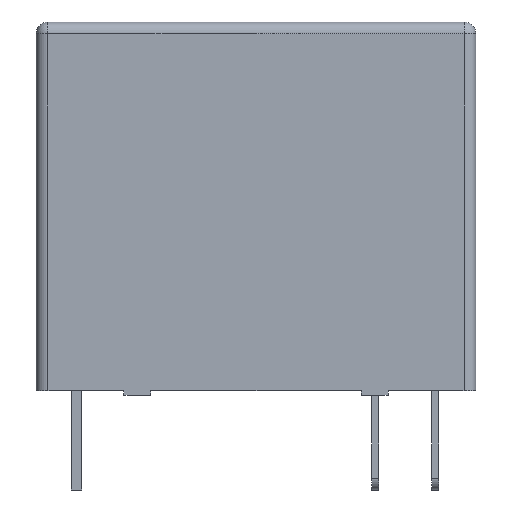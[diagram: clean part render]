
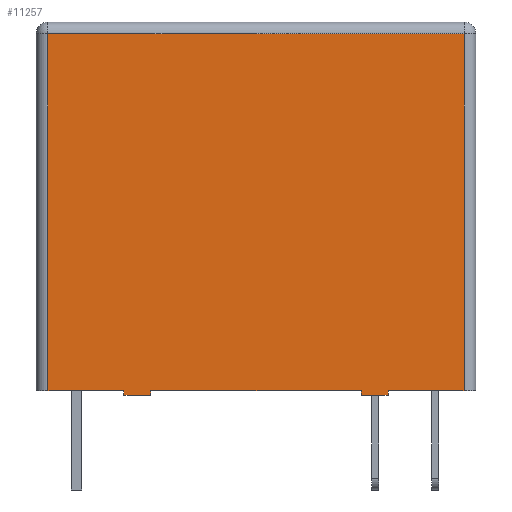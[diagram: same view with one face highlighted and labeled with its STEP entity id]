
A CAD part, front view. The second image highlights one B-rep face of the part: STEP entity #11257.
In plain terms, the highlighted planar face has unit normal (0, -1, 0).
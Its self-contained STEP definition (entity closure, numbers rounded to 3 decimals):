
#733 = CARTESIAN_POINT ( 'NONE',  ( -4.455, -5.2, -0.2 ) ) ;
#801 = CARTESIAN_POINT ( 'NONE',  ( 5.587, -5.2, -0.2 ) ) ;
#938 = VECTOR ( 'NONE', #4979, 1000. ) ;
#1108 = ORIENTED_EDGE ( 'NONE', *, *, #3636, .T. ) ;
#1251 = VECTOR ( 'NONE', #11807, 1000. ) ;
#1334 = LINE ( 'NONE', #3350, #9165 ) ;
#1766 = LINE ( 'NONE', #4264, #1987 ) ;
#1785 = EDGE_CURVE ( 'NONE', #13335, #14457, #1334, .T. ) ;
#1987 = VECTOR ( 'NONE', #12714, 1000. ) ;
#2385 = DIRECTION ( 'NONE',  ( -1., 0., 0. ) ) ;
#2538 = CARTESIAN_POINT ( 'NONE',  ( -5.587, -5.2, 0. ) ) ;
#2546 = EDGE_CURVE ( 'NONE', #9125, #13335, #4170, .T. ) ;
#2685 = LINE ( 'NONE', #4879, #8516 ) ;
#2857 = CARTESIAN_POINT ( 'NONE',  ( 5.587, -5.2, -0.2 ) ) ;
#3155 = VERTEX_POINT ( 'NONE', #4586 ) ;
#3275 = VECTOR ( 'NONE', #4560, 1000. ) ;
#3350 = CARTESIAN_POINT ( 'NONE',  ( -9.3, -5.2, 0. ) ) ;
#3422 = ORIENTED_EDGE ( 'NONE', *, *, #1785, .T. ) ;
#3630 = VERTEX_POINT ( 'NONE', #2538 ) ;
#3636 = EDGE_CURVE ( 'NONE', #5508, #7978, #15117, .T. ) ;
#3831 = VERTEX_POINT ( 'NONE', #6501 ) ;
#3836 = CARTESIAN_POINT ( 'NONE',  ( -5.587, -5.2, -0.2 ) ) ;
#4170 = LINE ( 'NONE', #733, #8143 ) ;
#4264 = CARTESIAN_POINT ( 'NONE',  ( -9.3, -5.2, 0. ) ) ;
#4497 = EDGE_LOOP ( 'NONE', ( #10431, #7324, #12632, #8367, #4710, #7128, #3422, #13712, #1108, #7226, #7453, #11908 ) ) ;
#4560 = DIRECTION ( 'NONE',  ( 0., 0., 1. ) ) ;
#4586 = CARTESIAN_POINT ( 'NONE',  ( -5.587, -5.2, -0.2 ) ) ;
#4710 = ORIENTED_EDGE ( 'NONE', *, *, #10379, .F. ) ;
#4879 = CARTESIAN_POINT ( 'NONE',  ( -9.3, -5.2, 15.1 ) ) ;
#4979 = DIRECTION ( 'NONE',  ( 1., 0., 0. ) ) ;
#5226 = CARTESIAN_POINT ( 'NONE',  ( -8.8, -5.2, 0. ) ) ;
#5237 = EDGE_CURVE ( 'NONE', #3155, #3630, #10084, .T. ) ;
#5256 = VERTEX_POINT ( 'NONE', #5226 ) ;
#5312 = DIRECTION ( 'NONE',  ( 0., 0., 1. ) ) ;
#5508 = VERTEX_POINT ( 'NONE', #7603 ) ;
#6013 = DIRECTION ( 'NONE',  ( 0., 0., -1. ) ) ;
#6056 = VECTOR ( 'NONE', #5312, 1000. ) ;
#6495 = VERTEX_POINT ( 'NONE', #12270 ) ;
#6501 = CARTESIAN_POINT ( 'NONE',  ( 8.8, -5.2, 15.1 ) ) ;
#6848 = CARTESIAN_POINT ( 'NONE',  ( 8.8, -5.2, 15.6 ) ) ;
#6930 = LINE ( 'NONE', #6848, #1251 ) ;
#7013 = CARTESIAN_POINT ( 'NONE',  ( 4.455, -5.2, 0. ) ) ;
#7128 = ORIENTED_EDGE ( 'NONE', *, *, #2546, .T. ) ;
#7162 = DIRECTION ( 'NONE',  ( 1., 0., 0. ) ) ;
#7226 = ORIENTED_EDGE ( 'NONE', *, *, #12989, .T. ) ;
#7324 = ORIENTED_EDGE ( 'NONE', *, *, #11952, .T. ) ;
#7378 = VERTEX_POINT ( 'NONE', #15419 ) ;
#7453 = ORIENTED_EDGE ( 'NONE', *, *, #12357, .T. ) ;
#7517 = FACE_OUTER_BOUND ( 'NONE', #4497, .T. ) ;
#7603 = CARTESIAN_POINT ( 'NONE',  ( 4.455, -5.2, -0.2 ) ) ;
#7762 = CARTESIAN_POINT ( 'NONE',  ( -5.587, -5.2, -0.2 ) ) ;
#7978 = VERTEX_POINT ( 'NONE', #14316 ) ;
#8122 = EDGE_CURVE ( 'NONE', #3831, #7378, #2685, .T. ) ;
#8143 = VECTOR ( 'NONE', #9111, 1000. ) ;
#8367 = ORIENTED_EDGE ( 'NONE', *, *, #5237, .F. ) ;
#8491 = DIRECTION ( 'NONE',  ( 0., 1., 0. ) ) ;
#8516 = VECTOR ( 'NONE', #2385, 1000. ) ;
#8566 = CARTESIAN_POINT ( 'NONE',  ( -4.455, -5.2, 0. ) ) ;
#8726 = PLANE ( 'NONE',  #10391 ) ;
#8744 = EDGE_CURVE ( 'NONE', #5508, #14457, #15500, .T. ) ;
#9111 = DIRECTION ( 'NONE',  ( 0., 0., 1. ) ) ;
#9125 = VERTEX_POINT ( 'NONE', #14796 ) ;
#9165 = VECTOR ( 'NONE', #7162, 1000. ) ;
#9465 = CARTESIAN_POINT ( 'NONE',  ( 4.455, -5.2, -0.2 ) ) ;
#9636 = DIRECTION ( 'NONE',  ( 1., 0., 0. ) ) ;
#9985 = VECTOR ( 'NONE', #6013, 1000. ) ;
#10084 = LINE ( 'NONE', #3836, #6056 ) ;
#10224 = LINE ( 'NONE', #7762, #12439 ) ;
#10379 = EDGE_CURVE ( 'NONE', #9125, #3155, #10224, .T. ) ;
#10391 = AXIS2_PLACEMENT_3D ( 'NONE', #12344, #8491, #11039 ) ;
#10431 = ORIENTED_EDGE ( 'NONE', *, *, #8122, .T. ) ;
#10623 = VECTOR ( 'NONE', #9636, 1000. ) ;
#10628 = VECTOR ( 'NONE', #14524, 1000. ) ;
#10868 = LINE ( 'NONE', #15833, #10623 ) ;
#11039 = DIRECTION ( 'NONE',  ( 0., 0., 1. ) ) ;
#11257 = ADVANCED_FACE ( 'NONE', ( #7517 ), #8726, .F. ) ;
#11807 = DIRECTION ( 'NONE',  ( 0., 0., 1. ) ) ;
#11908 = ORIENTED_EDGE ( 'NONE', *, *, #13081, .T. ) ;
#11952 = EDGE_CURVE ( 'NONE', #7378, #5256, #13409, .T. ) ;
#12102 = CARTESIAN_POINT ( 'NONE',  ( -8.8, -5.2, 15.6 ) ) ;
#12270 = CARTESIAN_POINT ( 'NONE',  ( 5.587, -5.2, 0. ) ) ;
#12344 = CARTESIAN_POINT ( 'NONE',  ( -9.3, -5.2, 15.6 ) ) ;
#12357 = EDGE_CURVE ( 'NONE', #6495, #12793, #1766, .T. ) ;
#12439 = VECTOR ( 'NONE', #12749, 1000. ) ;
#12632 = ORIENTED_EDGE ( 'NONE', *, *, #15827, .T. ) ;
#12714 = DIRECTION ( 'NONE',  ( 1., 0., 0. ) ) ;
#12749 = DIRECTION ( 'NONE',  ( -1., 0., 0. ) ) ;
#12793 = VERTEX_POINT ( 'NONE', #15967 ) ;
#12989 = EDGE_CURVE ( 'NONE', #7978, #6495, #14155, .T. ) ;
#13081 = EDGE_CURVE ( 'NONE', #12793, #3831, #6930, .T. ) ;
#13335 = VERTEX_POINT ( 'NONE', #8566 ) ;
#13409 = LINE ( 'NONE', #12102, #9985 ) ;
#13712 = ORIENTED_EDGE ( 'NONE', *, *, #8744, .F. ) ;
#14155 = LINE ( 'NONE', #801, #3275 ) ;
#14316 = CARTESIAN_POINT ( 'NONE',  ( 5.587, -5.2, -0.2 ) ) ;
#14457 = VERTEX_POINT ( 'NONE', #7013 ) ;
#14524 = DIRECTION ( 'NONE',  ( 0., 0., 1. ) ) ;
#14796 = CARTESIAN_POINT ( 'NONE',  ( -4.455, -5.2, -0.2 ) ) ;
#15117 = LINE ( 'NONE', #2857, #938 ) ;
#15419 = CARTESIAN_POINT ( 'NONE',  ( -8.8, -5.2, 15.1 ) ) ;
#15500 = LINE ( 'NONE', #9465, #10628 ) ;
#15827 = EDGE_CURVE ( 'NONE', #5256, #3630, #10868, .T. ) ;
#15833 = CARTESIAN_POINT ( 'NONE',  ( -9.3, -5.2, 0. ) ) ;
#15967 = CARTESIAN_POINT ( 'NONE',  ( 8.8, -5.2, 0. ) ) ;
